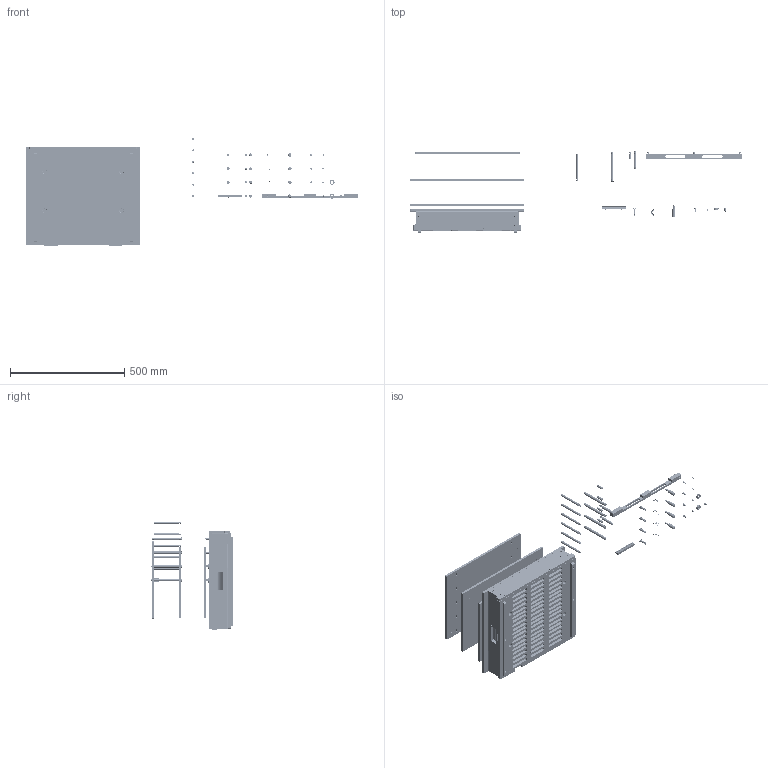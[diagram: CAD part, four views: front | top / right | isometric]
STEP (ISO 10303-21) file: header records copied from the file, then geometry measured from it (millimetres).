
FILE_DESCRIPTION (( 'STEP AP214' ), '1' );
FILE_NAME ('INGUN_110400-KIT.STEP', '2020-08-26T07:22:06', ( '' ), ( '' ), 'SwSTEP 2.0', 'SolidWorks 2018', '' );
FILE_SCHEMA (( 'AUTOMOTIVE_DESIGN' ));
Length unit declared in the file: millimetre
Products named in the file (60): 2501~0_flexibel<Standard>; DIN912~n_M04,0x010; 110402-KIT~1_S; DIN912~n_M04,0x020; DIN923~n_M06x08; 109487~2_S; DIN912~n_M04,0x012 VA; DIN912~n_M05,0x016; 2348_3~0; 53106~0_S; 54739~0_S; 109305~6_S; Scharnier~0_Teil1; DIN912~n_M05,0x010 VA; 110401-KIT~1_S; DIN912~n_M06,0x016 VA; Gewindebuchse~n_M04-09,5 geschlossen; 109334~5_S; 1592~6; 2501_1~0; 109335~3_S; 109333~4_S; 103253~1_S; Scharnier~0_Teil2; 2196~6; Gewindebuchse~n_M06-09,5 offen; 2348_4~0; 109311~1_S; DIN923~n_M06x20; 109309~4_S; 109310~4_S; Stift_zu_Scharnier_13372~0; 2348_2~0; 109341~3_S; 109340~3_S; 15143~0_S; 2348~0; ISO7380~n_M04,0x008; 109338~4_S; 109319~3_S ...
Assembly tree (176 placements, depth 5):
  INGUN_110400-KIT
    110402-KIT~1_S
      109307~4_S
        109333~4_S
        109310~4_S
        109309~4_S
        55719~0_S  x2
        109311~1_S  x2
        109464~1_S  x2
        53106~0_S  x2
        13372~1_flexibel<Standard>  x2
          Scharnier~0_Teil1
          Scharnier~0_Teil2
          Stift_zu_Scharnier_13372~0
        ISO7380~n_M04,0x008  x4
        DIN912~n_M04,0x010  x8
        DIN912~n_M05,0x016  x14
        DIN912~n_M04,0x020  x4
        2348~0  x4
          2348_3~0
          2348_4~0
          2348_2~0
          2348_1~0
        2501~0_flexibel<Standard>  x2
          2501_1~0
          2501_2~0
        ASR~-a-s-r_拱06,2x07x拌10  x4
        DIN912~n_M05,0x012  x4
      109338~4_S
        109338~4_S
        Gewindebuchse~n_M05-09,5 offen  x4
        Gewindebuchse~n_M04-09,5 geschlossen  x4
      109340~3_S
      109305~6_S
        DIN923~n_M06x20  x4
        43627~0  x4
        Gewindebuchse~n_M06-09,5 offen  x4
        103253~1_S  x2
          29371~0
        2196~6  x4
        2229~6  x4
        DIN7991~n_M04,0x012  x4
        DIN912~n_M05,0x010 VA
        1592~6
        DIN7991~n_M03,0x020  x2
        DIN912~n_M05,0x012  x4
        ISO7380~n_M04,0x008  x4
      DIN912~n_M05,0x012  x4
      ISO7380~n_M04,0x008  x4
    110401-KIT~1_S
      109330~1_S
      109341~3_S
      109321~3_S
        109335~3_S  x4
        DIN923~n_M06x08  x4
        DIN912~n_M06,0x016 VA  x4
        109334~5_S  x2
        15143~0_S  x2
        3283~0  x2
        DIN912~n_M04,0x012 VA  x8
Bounding box: 1451.69 x 360.8 x 474.2 mm (x, y, z)
Volume: 9232993.1 mm3; surface area: 2545614.7 mm2
Topology: 178 solids, 178 shells, 7038 faces, 17500 edges, 11379 vertices
Faces by surface type: plane 3551, cylinder 2615, cone 508, bspline 240, torus 124
Entity records: 112866 total; most frequent: CARTESIAN_POINT 23633, DIRECTION 17748, ORIENTED_EDGE 16590, EDGE_CURVE 8295, AXIS2_PLACEMENT_3D 6434, VERTEX_POINT 5438, VECTOR 4880, LINE 4880
